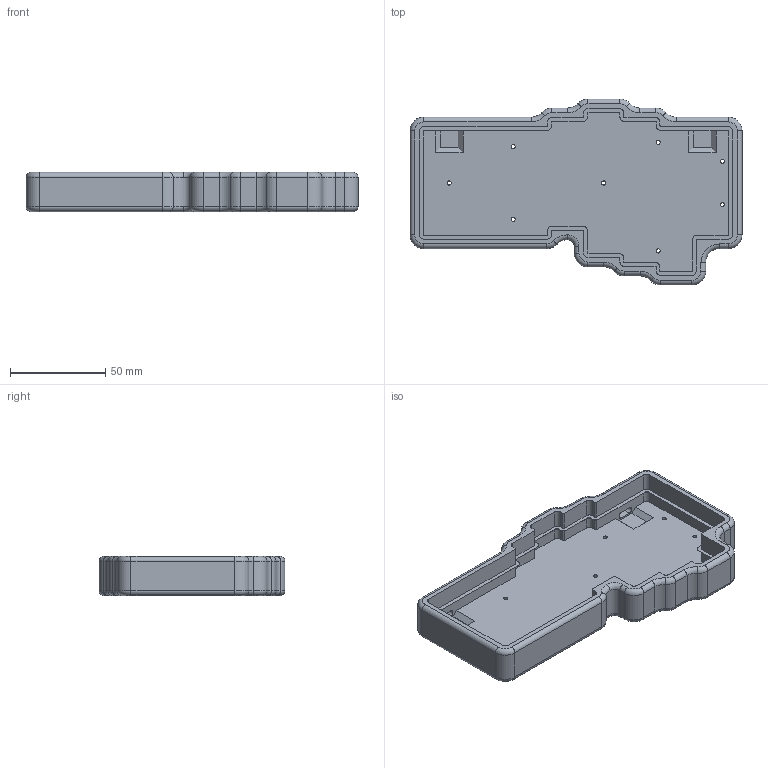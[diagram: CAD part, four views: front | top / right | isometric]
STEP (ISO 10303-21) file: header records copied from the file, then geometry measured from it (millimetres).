
FILE_DESCRIPTION(('HOOPS Exchange Step'),'2;1');
FILE_NAME('temp_export','2024-12-22T00:25:26-05:00',('jscotto'),('Shapr3D Limited'),'HOOPS Exchange 2024.6','Shapr3D','Authorized');
FILE_SCHEMA( ('AP242_MANAGED_MODEL_BASED_3D_ENGINEERING_MIM_LF {1 0 10303 442 1 1 4 }') );
Length unit declared in the file: millimetre
Products named in the file (1): Case (3x6)
Bounding box: 174.5 x 97.72 x 20.6 mm (x, y, z)
Volume: 83930.5 mm3; surface area: 46723.3 mm2
Topology: 1 solids, 1 shells, 289 faces, 754 edges, 467 vertices
Faces by surface type: cylinder 108, plane 107, torus 44, cone 30
Full cylindrical faces by diameter (mm): 2 x1, 2.2 x7
Entity records: 8977 total; most frequent: DIRECTION 1667, CARTESIAN_POINT 1554, ORIENTED_EDGE 1508, EDGE_CURVE 754, AXIS2_PLACEMENT_3D 626, VERTEX_POINT 467, VECTOR 415, LINE 415
